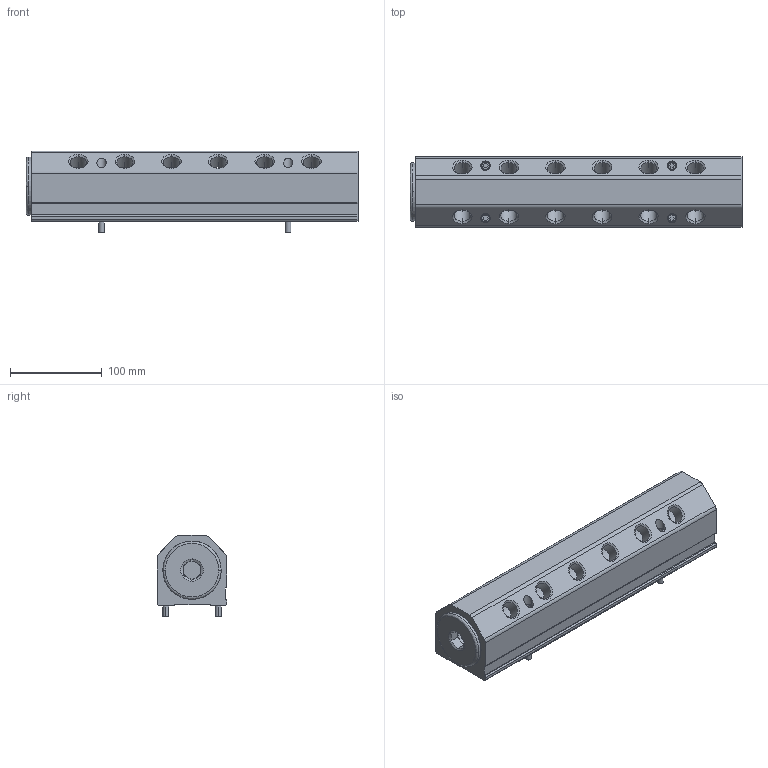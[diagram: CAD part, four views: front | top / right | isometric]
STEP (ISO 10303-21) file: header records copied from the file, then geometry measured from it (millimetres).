
FILE_DESCRIPTION (( 'STEP AP203' ), '1' );
FILE_NAME ('IM6-14-BD-12-1-2-N-R.step', '2024-08-21T11:21:23', ( '' ), ( '' ), 'SwSTEP 2.0', 'SolidWorks 2023', '' );
FILE_SCHEMA (( 'CONFIG_CONTROL_DESIGN' ));
Length unit declared in the file: inch
Products named in the file (1): IM6-14-BD-12-1-2-N-R
Bounding box: 361.7 x 76.2 x 88.9 mm (x, y, z)
Volume: 1297121.3 mm3; surface area: 183937.3 mm2
Topology: 6 solids, 6 shells, 226 faces, 530 edges, 334 vertices
Faces by surface type: cylinder 82, plane 76, cone 56, bspline 12
Entity records: 8289 total; most frequent: CARTESIAN_POINT 2935, DIRECTION 1132, ORIENTED_EDGE 1060, EDGE_CURVE 530, AXIS2_PLACEMENT_3D 437, VERTEX_POINT 334, EDGE_LOOP 278, LINE 258
